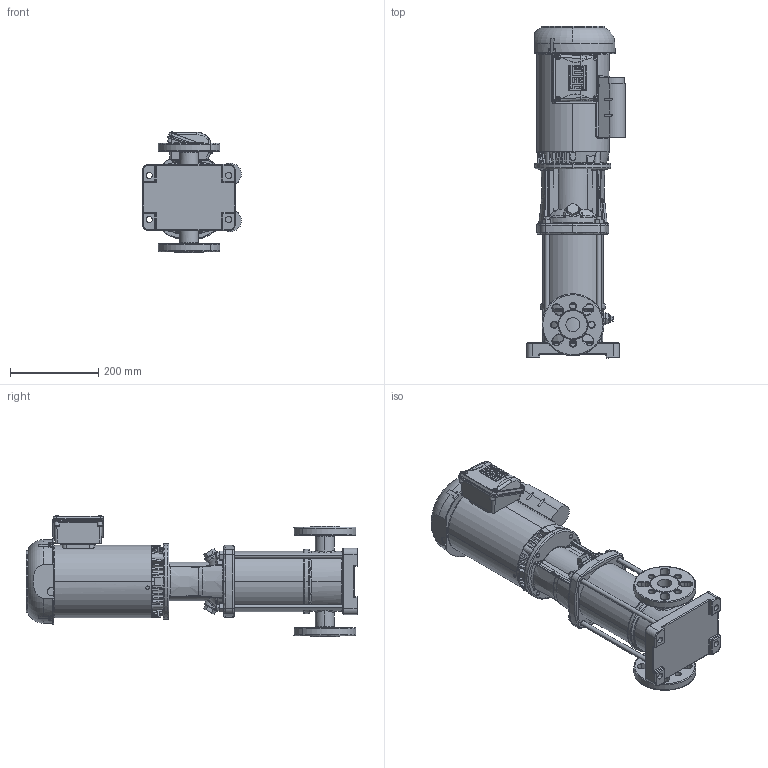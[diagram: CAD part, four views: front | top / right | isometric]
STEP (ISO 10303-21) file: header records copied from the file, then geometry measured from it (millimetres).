
FILE_DESCRIPTION (( 'STEP AP203' ), '1' );
FILE_NAME ('3303746 - MVI-20-7-2 HP-56C-304-E-115_230V~1.step', '2022-03-30T13:53:04', ( '' ), ( '' ), 'SwSTEP 2.0', 'SolidWorks 2021', '' );
FILE_SCHEMA (( 'CONFIG_CONTROL_DESIGN' ));
Length unit declared in the file: inch
Products named in the file (5): sbi_n_5-7_flange(NEMA); 3329583 - NEMA V2 2HP 56C 115_208-230~1 TEFC; ~1 MOTOR_3329583 - NEMA V2 2HP 56C 115_208-230~1 TEFC; 3303746 - MVI-20-7-2 HP-56C-304-E-115_230V~1; MVI PEO - [304-EPDM]_3304042 - MVI-20-7-2 HP-56C-304-E-S
Assembly tree (4 placements, depth 3):
  3303746 - MVI-20-7-2 HP-56C-304-E-115_230V~1
    MVI PEO - [304-EPDM]_3304042 - MVI-20-7-2 HP-56C-304-E-S
      sbi_n_5-7_flange(NEMA)
    ~1 MOTOR_3329583 - NEMA V2 2HP 56C 115_208-230~1 TEFC
      3329583 - NEMA V2 2HP 56C 115_208-230~1 TEFC
Bounding box: 223.9 x 751.64 x 274.74 mm (x, y, z)
Volume: 15736338.7 mm3; surface area: 950120.5 mm2
Topology: 16 solids, 16 shells, 2190 faces, 5650 edges, 3539 vertices
Faces by surface type: plane 713, cylinder 640, bspline 420, cone 302, torus 85, sphere 30
Entity records: 106867 total; most frequent: CARTESIAN_POINT 57876, ORIENTED_EDGE 11194, DIRECTION 8662, EDGE_CURVE 5597, VERTEX_POINT 3539, AXIS2_PLACEMENT_3D 3313, EDGE_LOOP 2362, FACE_OUTER_BOUND 2190
